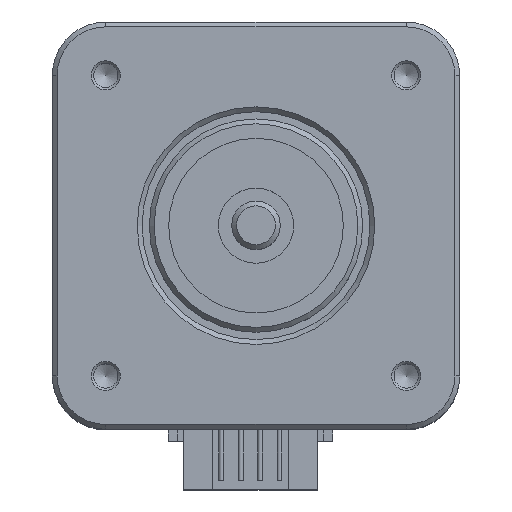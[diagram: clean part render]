
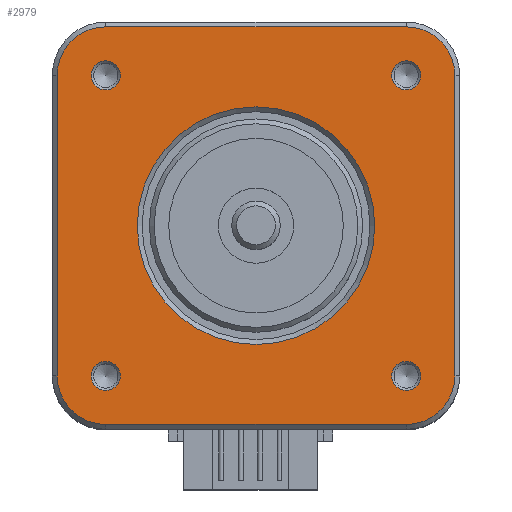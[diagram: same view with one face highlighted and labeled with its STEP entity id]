
A CAD part, top view. The second image highlights one B-rep face of the part: STEP entity #2979.
In plain terms, the highlighted planar face has unit normal (0, 0, 1).
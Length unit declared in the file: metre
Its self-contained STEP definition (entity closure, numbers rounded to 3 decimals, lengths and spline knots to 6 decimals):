
#301=LINE('',#4949,#605);
#302=LINE('',#4954,#606);
#303=LINE('',#4958,#607);
#304=LINE('',#4962,#608);
#605=VECTOR('',#4028,1.);
#606=VECTOR('',#4031,1.);
#607=VECTOR('',#4034,1.);
#608=VECTOR('',#4037,1.);
#1107=ORIENTED_EDGE('',*,*,#1617,.T.);
#1108=ORIENTED_EDGE('',*,*,#1661,.T.);
#1109=ORIENTED_EDGE('',*,*,#1705,.T.);
#1110=ORIENTED_EDGE('',*,*,#1743,.T.);
#1111=ORIENTED_EDGE('',*,*,#1744,.T.);
#1112=ORIENTED_EDGE('',*,*,#1745,.T.);
#1113=ORIENTED_EDGE('',*,*,#1746,.T.);
#1114=ORIENTED_EDGE('',*,*,#1747,.T.);
#1115=ORIENTED_EDGE('',*,*,#1748,.T.);
#1116=ORIENTED_EDGE('',*,*,#1749,.T.);
#1117=ORIENTED_EDGE('',*,*,#1750,.T.);
#1118=ORIENTED_EDGE('',*,*,#1751,.T.);
#1119=ORIENTED_EDGE('',*,*,#1752,.T.);
#1617=EDGE_CURVE('',#1985,#1985,#2179,.F.);
#1661=EDGE_CURVE('',#2018,#2018,#2187,.F.);
#1705=EDGE_CURVE('',#2051,#2051,#2195,.F.);
#1743=EDGE_CURVE('',#2084,#2084,#2207,.F.);
#1744=EDGE_CURVE('',#2085,#2086,#301,.T.);
#1745=EDGE_CURVE('',#2086,#2087,#2208,.T.);
#1746=EDGE_CURVE('',#2087,#2088,#302,.T.);
#1747=EDGE_CURVE('',#2088,#2089,#2209,.T.);
#1748=EDGE_CURVE('',#2089,#2090,#303,.T.);
#1749=EDGE_CURVE('',#2090,#2091,#2210,.T.);
#1750=EDGE_CURVE('',#2091,#2092,#304,.T.);
#1751=EDGE_CURVE('',#2092,#2085,#2211,.T.);
#1752=EDGE_CURVE('',#2093,#2093,#2212,.F.);
#1985=VERTEX_POINT('',#4671);
#2018=VERTEX_POINT('',#4769);
#2051=VERTEX_POINT('',#4867);
#2084=VERTEX_POINT('',#4948);
#2085=VERTEX_POINT('',#4950);
#2086=VERTEX_POINT('',#4951);
#2087=VERTEX_POINT('',#4953);
#2088=VERTEX_POINT('',#4955);
#2089=VERTEX_POINT('',#4957);
#2090=VERTEX_POINT('',#4959);
#2091=VERTEX_POINT('',#4961);
#2092=VERTEX_POINT('',#4963);
#2093=VERTEX_POINT('',#4966);
#2179=CIRCLE('',#3327,0.0015);
#2187=CIRCLE('',#3356,0.0015);
#2195=CIRCLE('',#3385,0.0015);
#2207=CIRCLE('',#3407,0.0015);
#2208=CIRCLE('',#3408,0.005);
#2209=CIRCLE('',#3409,0.005);
#2210=CIRCLE('',#3410,0.005);
#2211=CIRCLE('',#3411,0.005);
#2212=CIRCLE('',#3412,0.01225);
#2362=EDGE_LOOP('',(#1107));
#2363=EDGE_LOOP('',(#1108));
#2364=EDGE_LOOP('',(#1109));
#2365=EDGE_LOOP('',(#1110));
#2366=EDGE_LOOP('',(#1111,#1112,#1113,#1114,#1115,#1116,#1117,#1118));
#2367=EDGE_LOOP('',(#1119));
#2623=FACE_BOUND('',#2362,.T.);
#2624=FACE_BOUND('',#2363,.T.);
#2625=FACE_BOUND('',#2364,.T.);
#2626=FACE_BOUND('',#2365,.T.);
#2627=FACE_BOUND('',#2366,.T.);
#2628=FACE_BOUND('',#2367,.T.);
#2818=PLANE('',#3406);
#2979=ADVANCED_FACE('',(#2623,#2624,#2625,#2626,#2627,#2628),#2818,.T.);
#3327=AXIS2_PLACEMENT_3D('',#4670,#3768,#3769);
#3356=AXIS2_PLACEMENT_3D('',#4768,#3862,#3863);
#3385=AXIS2_PLACEMENT_3D('',#4866,#3956,#3957);
#3406=AXIS2_PLACEMENT_3D('',#4946,#4024,#4025);
#3407=AXIS2_PLACEMENT_3D('',#4947,#4026,#4027);
#3408=AXIS2_PLACEMENT_3D('',#4952,#4029,#4030);
#3409=AXIS2_PLACEMENT_3D('',#4956,#4032,#4033);
#3410=AXIS2_PLACEMENT_3D('',#4960,#4035,#4036);
#3411=AXIS2_PLACEMENT_3D('',#4964,#4038,#4039);
#3412=AXIS2_PLACEMENT_3D('',#4965,#4040,#4041);
#3768=DIRECTION('',(0.,0.,1.));
#3769=DIRECTION('',(0.,1.,0.));
#3862=DIRECTION('',(0.,0.,1.));
#3863=DIRECTION('',(-1.,0.,0.));
#3956=DIRECTION('',(0.,0.,1.));
#3957=DIRECTION('',(0.,-1.,0.));
#4024=DIRECTION('',(0.,0.,1.));
#4025=DIRECTION('',(1.,0.,0.));
#4026=DIRECTION('',(0.,0.,1.));
#4027=DIRECTION('',(1.,0.,0.));
#4028=DIRECTION('',(0.,-1.,0.));
#4029=DIRECTION('',(0.,0.,1.));
#4030=DIRECTION('',(1.,0.,0.));
#4031=DIRECTION('',(1.,0.,0.));
#4032=DIRECTION('',(0.,0.,1.));
#4033=DIRECTION('',(1.,0.,0.));
#4034=DIRECTION('',(0.,1.,0.));
#4035=DIRECTION('',(0.,0.,1.));
#4036=DIRECTION('',(1.,0.,0.));
#4037=DIRECTION('',(-1.,0.,0.));
#4038=DIRECTION('',(0.,0.,1.));
#4039=DIRECTION('',(1.,0.,0.));
#4040=DIRECTION('',(0.,0.,1.));
#4041=DIRECTION('',(1.,0.,0.));
#4670=CARTESIAN_POINT('',(-0.0155,-0.0155,0.));
#4671=CARTESIAN_POINT('',(-0.0155,-0.014,0.));
#4768=CARTESIAN_POINT('',(0.0155,-0.0155,0.));
#4769=CARTESIAN_POINT('',(0.014,-0.0155,0.));
#4866=CARTESIAN_POINT('',(0.0155,0.0155,0.));
#4867=CARTESIAN_POINT('',(0.0155,0.014,0.));
#4946=CARTESIAN_POINT('',(0.,0.,0.));
#4947=CARTESIAN_POINT('',(-0.0155,0.0155,0.));
#4948=CARTESIAN_POINT('',(-0.014,0.0155,0.));
#4949=CARTESIAN_POINT('',(-0.0205,0.,0.));
#4950=CARTESIAN_POINT('',(-0.0205,0.0155,0.));
#4951=CARTESIAN_POINT('',(-0.0205,-0.0155,0.));
#4952=CARTESIAN_POINT('',(-0.0155,-0.0155,0.));
#4953=CARTESIAN_POINT('',(-0.0155,-0.0205,0.));
#4954=CARTESIAN_POINT('',(0.0155,-0.0205,0.));
#4955=CARTESIAN_POINT('',(0.0155,-0.0205,0.));
#4956=CARTESIAN_POINT('',(0.0155,-0.0155,0.));
#4957=CARTESIAN_POINT('',(0.0205,-0.0155,0.));
#4958=CARTESIAN_POINT('',(0.0205,0.0155,0.));
#4959=CARTESIAN_POINT('',(0.0205,0.0155,0.));
#4960=CARTESIAN_POINT('',(0.0155,0.0155,0.));
#4961=CARTESIAN_POINT('',(0.0155,0.0205,0.));
#4962=CARTESIAN_POINT('',(0.,0.0205,0.));
#4963=CARTESIAN_POINT('',(-0.0155,0.0205,0.));
#4964=CARTESIAN_POINT('',(-0.0155,0.0155,0.));
#4965=CARTESIAN_POINT('',(0.,0.,0.));
#4966=CARTESIAN_POINT('',(0.01225,0.,0.));
